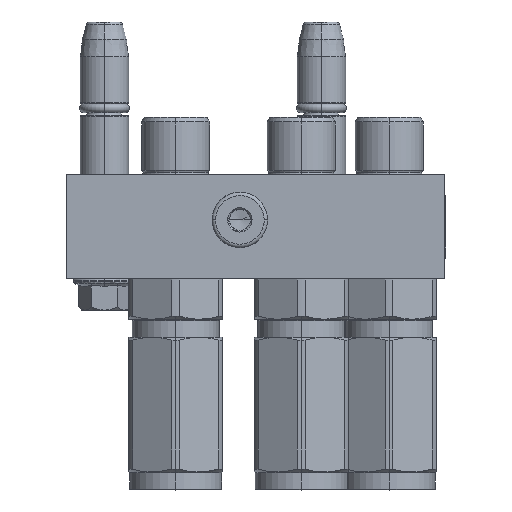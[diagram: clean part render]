
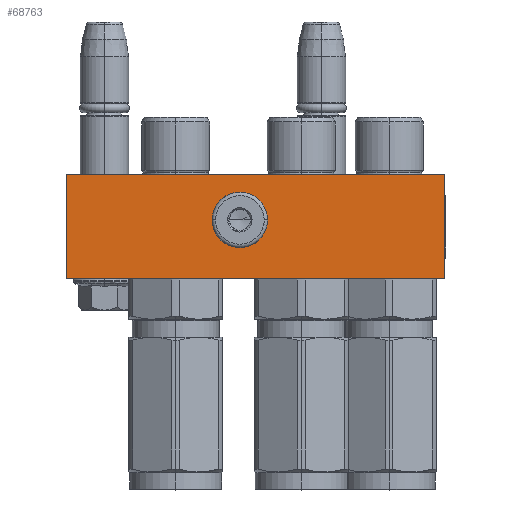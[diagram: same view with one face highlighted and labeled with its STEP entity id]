
A CAD part, front view. The second image highlights one B-rep face of the part: STEP entity #68763.
In plain terms, the highlighted face is planar.
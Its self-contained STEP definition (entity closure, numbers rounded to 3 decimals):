
#2241 = VERTEX_POINT ( 'NONE', #69198 ) ;
#3262 = VERTEX_POINT ( 'NONE', #40873 ) ;
#3669 = CARTESIAN_POINT ( 'NONE',  ( -9.653, 12.15, -50. ) ) ;
#3879 = EDGE_LOOP ( 'NONE', ( #69013, #19765, #20916, #27909 ) ) ;
#4476 = CARTESIAN_POINT ( 'NONE',  ( -7.13, 17.561, -50. ) ) ;
#4956 = CARTESIAN_POINT ( 'NONE',  ( -7.707, 17.175, -50. ) ) ;
#7670 = B_SPLINE_CURVE_WITH_KNOTS ( 'NONE', 3,
 ( #9886, #42829, #26127, #69605, #15281, #20690, #10585, #15044, #15978, #63970, #53634, #31757, #52950, #36504, #36979, #4476, #4956, #59043, #36736, #64195, #31993, #47763, #26814, #31064, #68656, #41894 ),
 .UNSPECIFIED., .F., .F.,
 ( 4, 2, 2, 2, 2, 2, 2, 2, 2, 2, 2, 2, 4 ),
 ( 0., 0.031, 0.062, 0.125, 0.25, 0.375, 0.5, 0.625, 0.75, 0.875, 0.906, 0.937, 1. ),
 .UNSPECIFIED. ) ;
#8512 = CARTESIAN_POINT ( 'NONE',  ( 0.586, 11.815, -50. ) ) ;
#8636 = CARTESIAN_POINT ( 'NONE',  ( -5.185, 7.78, -50. ) ) ;
#9277 = CARTESIAN_POINT ( 'NONE',  ( -54.5, 30., -50. ) ) ;
#9886 = CARTESIAN_POINT ( 'NONE',  ( 0.72, 13., -50. ) ) ;
#10471 = B_SPLINE_CURVE_WITH_KNOTS ( 'NONE', 3,
 ( #14137, #51790, #14581, #19998, #52466, #57868, #68651, #25635, #36498, #40740, #8512, #46156, #19300, #19536 ),
 .UNSPECIFIED., .F., .F.,
 ( 4, 2, 2, 2, 2, 2, 4 ),
 ( 0.5, 0.625, 0.75, 0.875, 0.906, 0.938, 1. ),
 .UNSPECIFIED. ) ;
#10585 = CARTESIAN_POINT ( 'NONE',  ( 0.454, 14.681, -50. ) ) ;
#10927 = VECTOR ( 'NONE', #53101, 1000. ) ;
#13554 = PLANE ( 'NONE',  #60416 ) ;
#14137 = CARTESIAN_POINT ( 'NONE',  ( -4.5, 7.78, -50. ) ) ;
#14236 = DIRECTION ( 'NONE',  ( -1., 0., 0. ) ) ;
#14483 = CARTESIAN_POINT ( 'NONE',  ( -9.061, 10.37, -50. ) ) ;
#14581 = CARTESIAN_POINT ( 'NONE',  ( -3.135, 7.916, -50. ) ) ;
#15044 = CARTESIAN_POINT ( 'NONE',  ( 0.061, 15.63, -50. ) ) ;
#15281 = CARTESIAN_POINT ( 'NONE',  ( 0.653, 13.85, -50. ) ) ;
#15978 = CARTESIAN_POINT ( 'NONE',  ( -0.325, 16.207, -50. ) ) ;
#17109 = VECTOR ( 'NONE', #18496, 1000. ) ;
#17213 = VECTOR ( 'NONE', #60820, 1000. ) ;
#17519 = LINE ( 'NONE', #49034, #36041 ) ;
#18496 = DIRECTION ( 'NONE',  ( -1., 0., 0. ) ) ;
#18897 = LINE ( 'NONE', #49806, #17213 ) ;
#19198 = CARTESIAN_POINT ( 'NONE',  ( -9.553, 11.646, -50. ) ) ;
#19300 = CARTESIAN_POINT ( 'NONE',  ( 0.719, 12.654, -50. ) ) ;
#19536 = CARTESIAN_POINT ( 'NONE',  ( 0.72, 13., -50. ) ) ;
#19765 = ORIENTED_EDGE ( 'NONE', *, *, #50263, .F. ) ;
#19998 = CARTESIAN_POINT ( 'NONE',  ( -1.87, 8.439, -50. ) ) ;
#20128 = B_SPLINE_CURVE_WITH_KNOTS ( 'NONE', 3,
 ( #62926, #46044, #46735, #30030, #3669, #19198, #24606, #14483, #29807, #51911, #30710, #56630, #8636, #57080 ),
 .UNSPECIFIED., .F., .F.,
 ( 4, 2, 2, 2, 2, 2, 4 ),
 ( 0., 0.031, 0.063, 0.125, 0.25, 0.375, 0.5 ),
 .UNSPECIFIED. ) ;
#20681 = VERTEX_POINT ( 'NONE', #25547 ) ;
#20690 = CARTESIAN_POINT ( 'NONE',  ( 0.553, 14.354, -50. ) ) ;
#20916 = ORIENTED_EDGE ( 'NONE', *, *, #49111, .F. ) ;
#23124 = ORIENTED_EDGE ( 'NONE', *, *, #43380, .T. ) ;
#23215 = CARTESIAN_POINT ( 'NONE',  ( 54.5, 0., -50. ) ) ;
#24606 = CARTESIAN_POINT ( 'NONE',  ( -9.454, 11.319, -50. ) ) ;
#25547 = CARTESIAN_POINT ( 'NONE',  ( 54.5, 0., -50. ) ) ;
#25635 = CARTESIAN_POINT ( 'NONE',  ( 0.388, 11.16, -50. ) ) ;
#26127 = CARTESIAN_POINT ( 'NONE',  ( 0.711, 13.344, -50. ) ) ;
#26641 = EDGE_LOOP ( 'NONE', ( #23124, #51542, #67502 ) ) ;
#26814 = CARTESIAN_POINT ( 'NONE',  ( -9.586, 14.185, -50. ) ) ;
#26902 = DIRECTION ( 'NONE',  ( -1., 0., 0. ) ) ;
#27824 = LINE ( 'NONE', #47689, #10927 ) ;
#27909 = ORIENTED_EDGE ( 'NONE', *, *, #63212, .T. ) ;
#27977 = EDGE_CURVE ( 'NONE', #2241, #45692, #18897, .T. ) ;
#29807 = CARTESIAN_POINT ( 'NONE',  ( -8.675, 9.793, -50. ) ) ;
#30030 = CARTESIAN_POINT ( 'NONE',  ( -9.678, 12.317, -50. ) ) ;
#30359 = VERTEX_POINT ( 'NONE', #57058 ) ;
#30710 = CARTESIAN_POINT ( 'NONE',  ( -7.13, 8.44, -50. ) ) ;
#31064 = CARTESIAN_POINT ( 'NONE',  ( -9.686, 13.685, -50. ) ) ;
#31757 = CARTESIAN_POINT ( 'NONE',  ( -3.135, 18.085, -50. ) ) ;
#31993 = CARTESIAN_POINT ( 'NONE',  ( -9.446, 14.679, -50. ) ) ;
#36041 = VECTOR ( 'NONE', #26902, 1000. ) ;
#36498 = CARTESIAN_POINT ( 'NONE',  ( 0.446, 11.321, -50. ) ) ;
#36504 = CARTESIAN_POINT ( 'NONE',  ( -5.185, 18.22, -50. ) ) ;
#36736 = CARTESIAN_POINT ( 'NONE',  ( -9.061, 15.629, -50. ) ) ;
#36979 = CARTESIAN_POINT ( 'NONE',  ( -5.865, 18.084, -50. ) ) ;
#38255 = CARTESIAN_POINT ( 'NONE',  ( 0.72, 13., -50. ) ) ;
#40740 = CARTESIAN_POINT ( 'NONE',  ( 0.545, 11.647, -50. ) ) ;
#40873 = CARTESIAN_POINT ( 'NONE',  ( -4.5, 7.78, -50. ) ) ;
#41894 = CARTESIAN_POINT ( 'NONE',  ( -9.72, 13., -50. ) ) ;
#42829 = CARTESIAN_POINT ( 'NONE',  ( 0.72, 13.173, -50. ) ) ;
#43380 = EDGE_CURVE ( 'NONE', #30359, #3262, #20128, .T. ) ;
#45692 = VERTEX_POINT ( 'NONE', #9277 ) ;
#46044 = CARTESIAN_POINT ( 'NONE',  ( -9.72, 12.827, -50. ) ) ;
#46156 = CARTESIAN_POINT ( 'NONE',  ( 0.686, 12.315, -50. ) ) ;
#46399 = EDGE_CURVE ( 'NONE', #67549, #30359, #7670, .T. ) ;
#46735 = CARTESIAN_POINT ( 'NONE',  ( -9.711, 12.656, -50. ) ) ;
#47689 = CARTESIAN_POINT ( 'NONE',  ( 54.5, 0., -50. ) ) ;
#47763 = CARTESIAN_POINT ( 'NONE',  ( -9.545, 14.353, -50. ) ) ;
#49034 = CARTESIAN_POINT ( 'NONE',  ( 54.5, 30., -50. ) ) ;
#49111 = EDGE_CURVE ( 'NONE', #20681, #60345, #27824, .T. ) ;
#49806 = CARTESIAN_POINT ( 'NONE',  ( -54.5, 0., -50. ) ) ;
#50263 = EDGE_CURVE ( 'NONE', #60345, #45692, #17519, .T. ) ;
#51542 = ORIENTED_EDGE ( 'NONE', *, *, #58175, .T. ) ;
#51790 = CARTESIAN_POINT ( 'NONE',  ( -3.815, 7.78, -50. ) ) ;
#51911 = CARTESIAN_POINT ( 'NONE',  ( -7.707, 8.825, -50. ) ) ;
#52466 = CARTESIAN_POINT ( 'NONE',  ( -1.293, 8.825, -50. ) ) ;
#52950 = CARTESIAN_POINT ( 'NONE',  ( -3.815, 18.22, -50. ) ) ;
#53101 = DIRECTION ( 'NONE',  ( 0., 1., 0. ) ) ;
#53634 = CARTESIAN_POINT ( 'NONE',  ( -1.87, 17.56, -50. ) ) ;
#56630 = CARTESIAN_POINT ( 'NONE',  ( -5.865, 7.915, -50. ) ) ;
#57058 = CARTESIAN_POINT ( 'NONE',  ( -9.72, 13., -50. ) ) ;
#57080 = CARTESIAN_POINT ( 'NONE',  ( -4.5, 7.78, -50. ) ) ;
#57868 = CARTESIAN_POINT ( 'NONE',  ( -0.325, 9.793, -50. ) ) ;
#58175 = EDGE_CURVE ( 'NONE', #3262, #67549, #10471, .T. ) ;
#59043 = CARTESIAN_POINT ( 'NONE',  ( -8.675, 16.207, -50. ) ) ;
#59223 = FACE_BOUND ( 'NONE', #26641, .T. ) ;
#60345 = VERTEX_POINT ( 'NONE', #61895 ) ;
#60416 = AXIS2_PLACEMENT_3D ( 'NONE', #67610, #61758, #14236 ) ;
#60820 = DIRECTION ( 'NONE',  ( 0., 1., 0. ) ) ;
#61758 = DIRECTION ( 'NONE',  ( 0., 0., -1. ) ) ;
#61895 = CARTESIAN_POINT ( 'NONE',  ( 54.5, 30., -50. ) ) ;
#62526 = LINE ( 'NONE', #23215, #17109 ) ;
#62926 = CARTESIAN_POINT ( 'NONE',  ( -9.72, 13., -50. ) ) ;
#63212 = EDGE_CURVE ( 'NONE', #20681, #2241, #62526, .T. ) ;
#63970 = CARTESIAN_POINT ( 'NONE',  ( -1.293, 17.175, -50. ) ) ;
#64195 = CARTESIAN_POINT ( 'NONE',  ( -9.388, 14.84, -50. ) ) ;
#65983 = FACE_OUTER_BOUND ( 'NONE', #3879, .T. ) ;
#67502 = ORIENTED_EDGE ( 'NONE', *, *, #46399, .T. ) ;
#67549 = VERTEX_POINT ( 'NONE', #38255 ) ;
#67610 = CARTESIAN_POINT ( 'NONE',  ( 54.5, 0., -50. ) ) ;
#68651 = CARTESIAN_POINT ( 'NONE',  ( 0.061, 10.371, -50. ) ) ;
#68656 = CARTESIAN_POINT ( 'NONE',  ( -9.719, 13.346, -50. ) ) ;
#68763 = ADVANCED_FACE ( 'NONE', ( #59223, #65983 ), #13554, .T. ) ;
#69013 = ORIENTED_EDGE ( 'NONE', *, *, #27977, .T. ) ;
#69198 = CARTESIAN_POINT ( 'NONE',  ( -54.5, 0., -50. ) ) ;
#69605 = CARTESIAN_POINT ( 'NONE',  ( 0.678, 13.683, -50. ) ) ;
